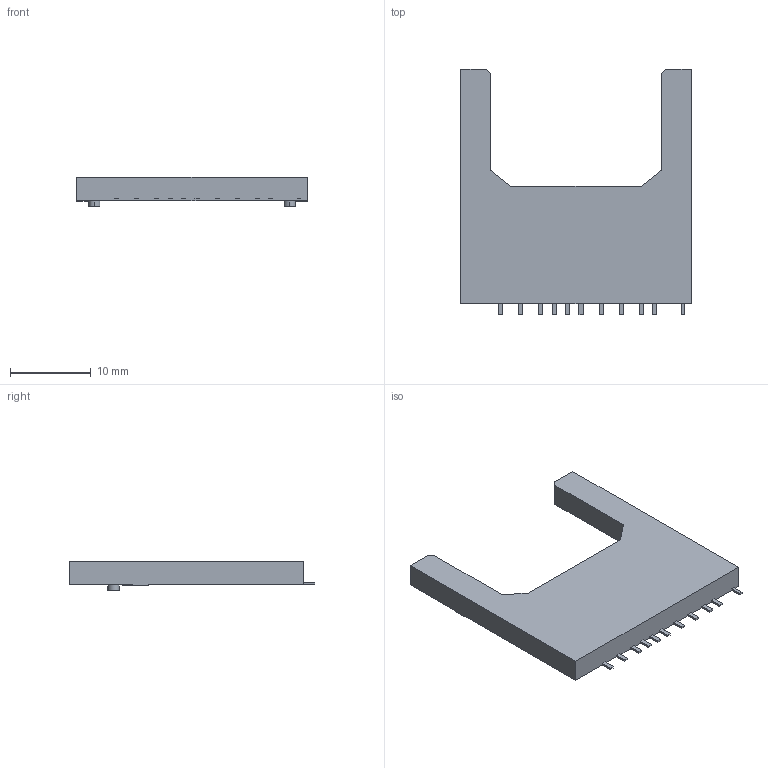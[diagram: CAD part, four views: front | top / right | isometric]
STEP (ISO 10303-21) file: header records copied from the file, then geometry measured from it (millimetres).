
FILE_DESCRIPTION((''),'2;1');
FILE_NAME('KYOCERA_145638009511859','2010-10-08T',('Simon'),(''),'PRO/ENGINEER BY PARAMETRIC TECHNOLOGY CORPORATION, 2008400','PRO/ENGINEER BY PARAMETRIC TECHNOLOGY CORPORATION, 2008400','');
FILE_SCHEMA(('AUTOMOTIVE_DESIGN_CC2 { 1 2 10303 214 -1 1 5 2 }'));
Length unit declared in the file: millimetre
Products named in the file (1): KYOCERA_145638009511859
Bounding box: 28.5 x 30.4 x 3.6 mm (x, y, z)
Volume: 1523.7 mm3; surface area: 1485.5 mm2
Topology: 1 solids, 1 shells, 83 faces, 206 edges, 140 vertices
Faces by surface type: plane 79, cylinder 4
Entity records: 3357 total; most frequent: CARTESIAN_POINT 427, ORIENTED_EDGE 408, DIRECTION 384, PRESENTATION_STYLE_ASSIGNMENT 229, STYLED_ITEM 209, CURVE_STYLE 208, EDGE_CURVE 204, VECTOR 198
